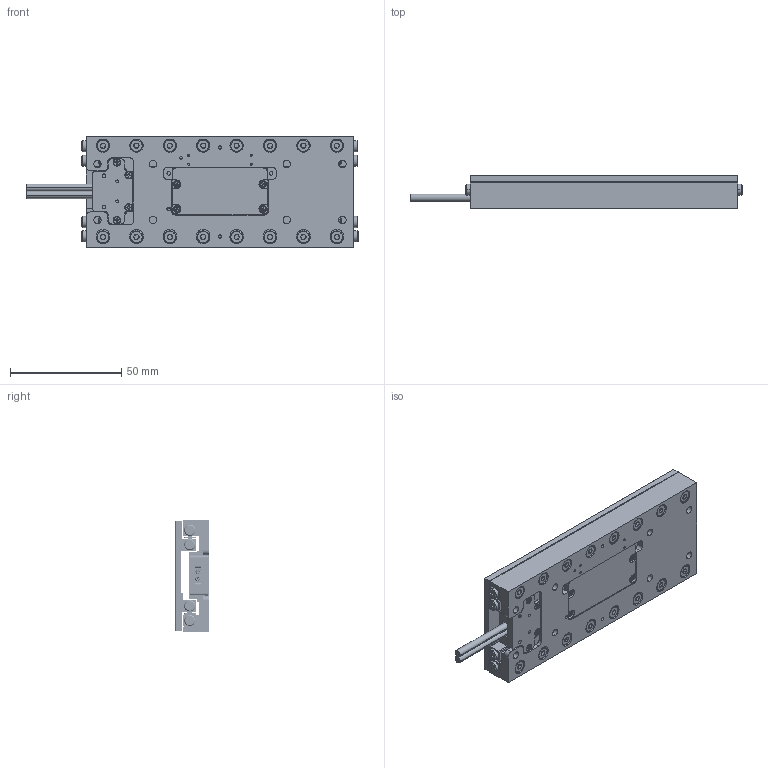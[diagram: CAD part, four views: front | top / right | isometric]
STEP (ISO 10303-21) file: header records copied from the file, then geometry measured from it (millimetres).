
FILE_DESCRIPTION (( 'STEP AP214' ), '1' );
FILE_NAME ('PPS-50-X35XX.STEP', '2025-05-23T22:59:18', ( '' ), ( '' ), 'SwSTEP 2.0', 'SolidWorks 2023', '' );
FILE_SCHEMA (( 'AUTOMOTIVE_DESIGN' ));
Length unit declared in the file: millimetre
Products named in the file (15): SCREW, MS-PPH, M-JCIS_M2 x 0.4 x 4mm; PPS-50LM, Carriage_Master Part_L120 Linear Motor Version ; SUBASSEM_Cable Clamp_Design 3_3-3; 431945 Cable Clamp Base with Mountable Tabs; PPS-70, PPS-50, Short Stage Cable Clamp_Design 3; Cage, Slide Way, NB, SV2000_SV 2120-21Z; SCREW, MS-PPH, M-JCIS_M2 x 0.4 x 6mm; SCREW, MS-PPH, M-JCIS_M2.5 x 0.45 x 6mm; 92010A778_Passivated 18-8 Stainless Steel Phillips Flat Head Screw, M1.6x3mm_92010A778; Cooner Black Cable_L40; PPS-50LM, Base_Master Part_L120; Screw, SHCS-L, M-DIN_M3 x 0.5 x 08mm; PPS-50-X35XX; Demo, Motor Place Holder_DEMO; 130325 Bearing, Slide Way, NB, SV2000_SV 2120
Assembly tree (56 placements, depth 3):
  PPS-50-X35XX
    PPS-50LM, Base_Master Part_L120
    PPS-50LM, Carriage_Master Part_L120 Linear Motor Version 
    130325 Bearing, Slide Way, NB, SV2000_SV 2120  x4
    Cage, Slide Way, NB, SV2000_SV 2120-21Z  x2
    Screw, SHCS-L, M-DIN_M3 x 0.5 x 08mm  x16
    SCREW, MS-PPH, M-JCIS_M2.5 x 0.45 x 6mm  x16
    Demo, Motor Place Holder_DEMO
    SCREW, MS-PPH, M-JCIS_M2 x 0.4 x 4mm  x4
    SUBASSEM_Cable Clamp_Design 3_3-3
      431945 Cable Clamp Base with Mountable Tabs
      PPS-70, PPS-50, Short Stage Cable Clamp_Design 3
      SCREW, MS-PPH, M-JCIS_M2 x 0.4 x 6mm  x2
      Cooner Black Cable_L40  x2
    92010A778_Passivated 18-8 Stainless Steel Phillips Flat Head Screw, M1.6x3mm_92010A778  x4
Bounding box: 149.1 x 15 x 50 mm (x, y, z)
Volume: 64872.1 mm3; surface area: 59668.6 mm2
Topology: 81 solids, 81 shells, 2528 faces, 6247 edges, 3970 vertices
Faces by surface type: plane 1212, cylinder 848, torus 260, cone 148, bspline 60
Entity records: 79552 total; most frequent: CARTESIAN_POINT 51860, DIRECTION 5879, ORIENTED_EDGE 5482, EDGE_CURVE 2741, AXIS2_PLACEMENT_3D 2183, VERTEX_POINT 1789, VECTOR 1513, LINE 1513
